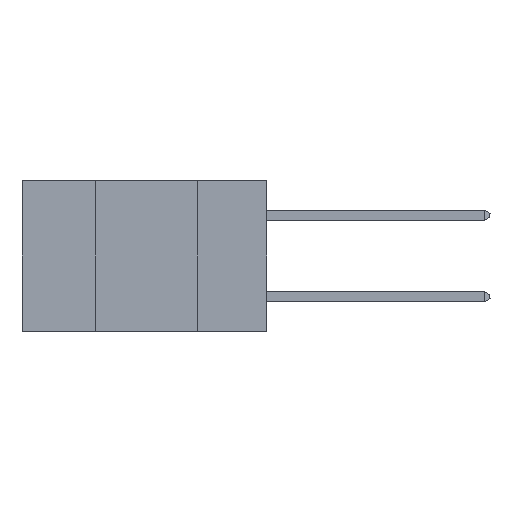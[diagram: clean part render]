
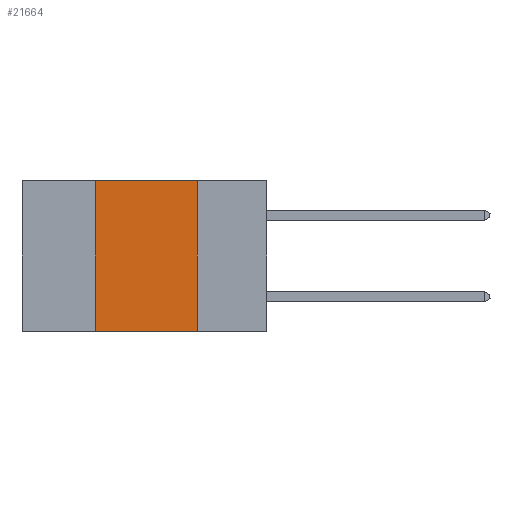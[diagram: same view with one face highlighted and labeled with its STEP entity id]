
A CAD part, left-side view. The second image highlights one B-rep face of the part: STEP entity #21664.
In plain terms, the highlighted planar face has unit normal (-1, 0, 0).
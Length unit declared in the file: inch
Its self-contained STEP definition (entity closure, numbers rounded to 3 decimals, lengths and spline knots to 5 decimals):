
#273 = VERTEX_POINT ( 'NONE', #40085 ) ;
#602 = ORIENTED_EDGE ( 'NONE', *, *, #25774, .T. ) ;
#1545 = LINE ( 'NONE', #42482, #16621 ) ;
#7972 = CARTESIAN_POINT ( 'NONE',  ( 0., 0.6, 0. ) ) ;
#9264 = EDGE_CURVE ( 'NONE', #41621, #30075, #1545, .T. ) ;
#11306 = VECTOR ( 'NONE', #26243, 39.37008 ) ;
#12081 = LINE ( 'NONE', #43811, #33434 ) ;
#12638 = ORIENTED_EDGE ( 'NONE', *, *, #9264, .F. ) ;
#12881 = EDGE_CURVE ( 'NONE', #14552, #41621, #37920, .T. ) ;
#14429 = ORIENTED_EDGE ( 'NONE', *, *, #18594, .F. ) ;
#14552 = VERTEX_POINT ( 'NONE', #46543 ) ;
#16621 = VECTOR ( 'NONE', #43133, 39.37008 ) ;
#17214 = DIRECTION ( 'NONE',  ( 1., 0., 0. ) ) ;
#17368 = CARTESIAN_POINT ( 'NONE',  ( 0., 0.17, 0. ) ) ;
#18594 = EDGE_CURVE ( 'NONE', #273, #14552, #12081, .T. ) ;
#20470 = PLANE ( 'NONE',  #46843 ) ;
#20926 = CARTESIAN_POINT ( 'NONE',  ( 0., 0.6, 0. ) ) ;
#21664 = ADVANCED_FACE ( 'NONE', ( #41939 ), #20470, .F. ) ;
#22581 = CARTESIAN_POINT ( 'NONE',  ( 0., 0.17, -0.37 ) ) ;
#25774 = EDGE_CURVE ( 'NONE', #273, #30075, #36521, .T. ) ;
#26243 = DIRECTION ( 'NONE',  ( 0., -1., 0. ) ) ;
#26609 = ORIENTED_EDGE ( 'NONE', *, *, #12881, .F. ) ;
#28671 = DIRECTION ( 'NONE',  ( 0., 0., 1. ) ) ;
#30075 = VERTEX_POINT ( 'NONE', #22581 ) ;
#30140 = CARTESIAN_POINT ( 'NONE',  ( 0., 0.6, -0.37 ) ) ;
#31570 = DIRECTION ( 'NONE',  ( 0., 0., -1. ) ) ;
#33434 = VECTOR ( 'NONE', #28671, 39.37008 ) ;
#34207 = VECTOR ( 'NONE', #37575, 39.37008 ) ;
#36521 = LINE ( 'NONE', #30140, #34207 ) ;
#37506 = EDGE_LOOP ( 'NONE', ( #12638, #26609, #14429, #602 ) ) ;
#37575 = DIRECTION ( 'NONE',  ( 0., -1., 0. ) ) ;
#37920 = LINE ( 'NONE', #7972, #11306 ) ;
#40085 = CARTESIAN_POINT ( 'NONE',  ( 0., 0.42, -0.37 ) ) ;
#41621 = VERTEX_POINT ( 'NONE', #17368 ) ;
#41939 = FACE_OUTER_BOUND ( 'NONE', #37506, .T. ) ;
#42482 = CARTESIAN_POINT ( 'NONE',  ( 0., 0.17, 0. ) ) ;
#43133 = DIRECTION ( 'NONE',  ( 0., 0., -1. ) ) ;
#43811 = CARTESIAN_POINT ( 'NONE',  ( 0., 0.42, 0. ) ) ;
#46543 = CARTESIAN_POINT ( 'NONE',  ( 0., 0.42, 0. ) ) ;
#46843 = AXIS2_PLACEMENT_3D ( 'NONE', #20926, #17214, #31570 ) ;
